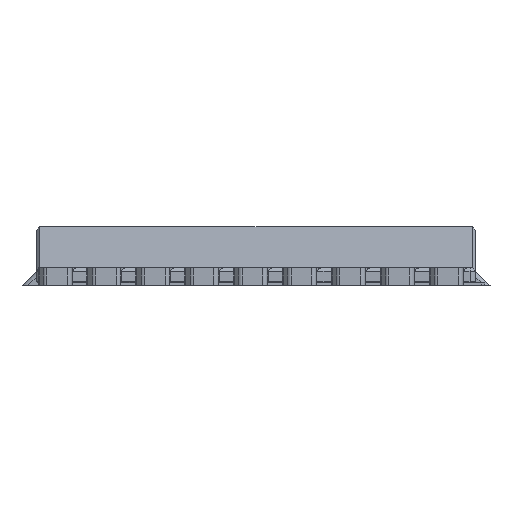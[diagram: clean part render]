
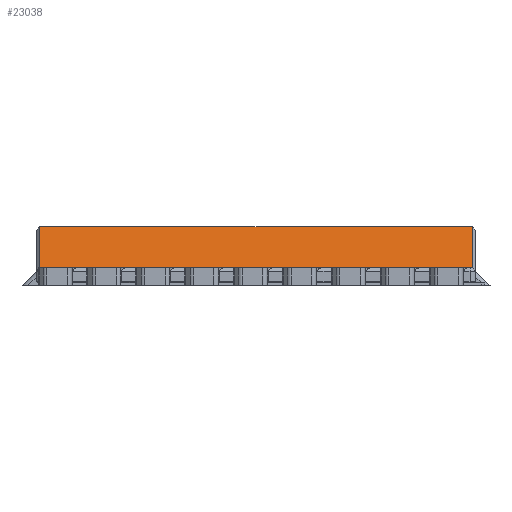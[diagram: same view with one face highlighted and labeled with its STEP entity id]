
A CAD part, front view. The second image highlights one B-rep face of the part: STEP entity #23038.
In plain terms, the highlighted planar face has unit normal (0, -0.5, 0.866).
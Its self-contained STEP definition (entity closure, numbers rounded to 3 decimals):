
#13887 = VERTEX_POINT('',#13888);
#13888 = CARTESIAN_POINT('',(36.9,-22.124,3.));
#20596 = EDGE_CURVE('',#20597,#13887,#20599,.T.);
#20597 = VERTEX_POINT('',#20598);
#20598 = CARTESIAN_POINT('',(-36.9,-22.124,3.));
#20599 = LINE('',#20600,#20601);
#20600 = CARTESIAN_POINT('',(-18.75,-22.124,3.));
#20601 = VECTOR('',#20602,1.);
#20602 = DIRECTION('',(1.,0.,0.));
#22086 = EDGE_CURVE('',#13887,#22087,#22089,.T.);
#22087 = VERTEX_POINT('',#22088);
#22088 = CARTESIAN_POINT('',(36.9,-10.,10.));
#22089 = LINE('',#22090,#22091);
#22090 = CARTESIAN_POINT('',(36.9,-22.124,3.));
#22091 = VECTOR('',#22092,1.);
#22092 = DIRECTION('',(0.,0.866,0.5));
#22430 = EDGE_CURVE('',#22431,#22087,#22433,.T.);
#22431 = VERTEX_POINT('',#22432);
#22432 = CARTESIAN_POINT('',(-36.9,-10.,10.));
#22433 = LINE('',#22434,#22435);
#22434 = CARTESIAN_POINT('',(-37.5,-10.,10.));
#22435 = VECTOR('',#22436,1.);
#22436 = DIRECTION('',(1.,0.,0.));
#23038 = ADVANCED_FACE('',(#23039),#23050,.T.);
#23039 = FACE_BOUND('',#23040,.T.);
#23040 = EDGE_LOOP('',(#23041,#23042,#23048,#23049));
#23041 = ORIENTED_EDGE('',*,*,#22430,.F.);
#23042 = ORIENTED_EDGE('',*,*,#23043,.F.);
#23043 = EDGE_CURVE('',#20597,#22431,#23044,.T.);
#23044 = LINE('',#23045,#23046);
#23045 = CARTESIAN_POINT('',(-36.9,-22.124,3.));
#23046 = VECTOR('',#23047,1.);
#23047 = DIRECTION('',(0.,0.866,0.5));
#23048 = ORIENTED_EDGE('',*,*,#20596,.T.);
#23049 = ORIENTED_EDGE('',*,*,#22086,.T.);
#23050 = PLANE('',#23051);
#23051 = AXIS2_PLACEMENT_3D('',#23052,#23053,#23054);
#23052 = CARTESIAN_POINT('',(-37.5,-27.321,0.));
#23053 = DIRECTION('',(0.,-0.5,0.866));
#23054 = DIRECTION('',(0.,0.866,0.5));
